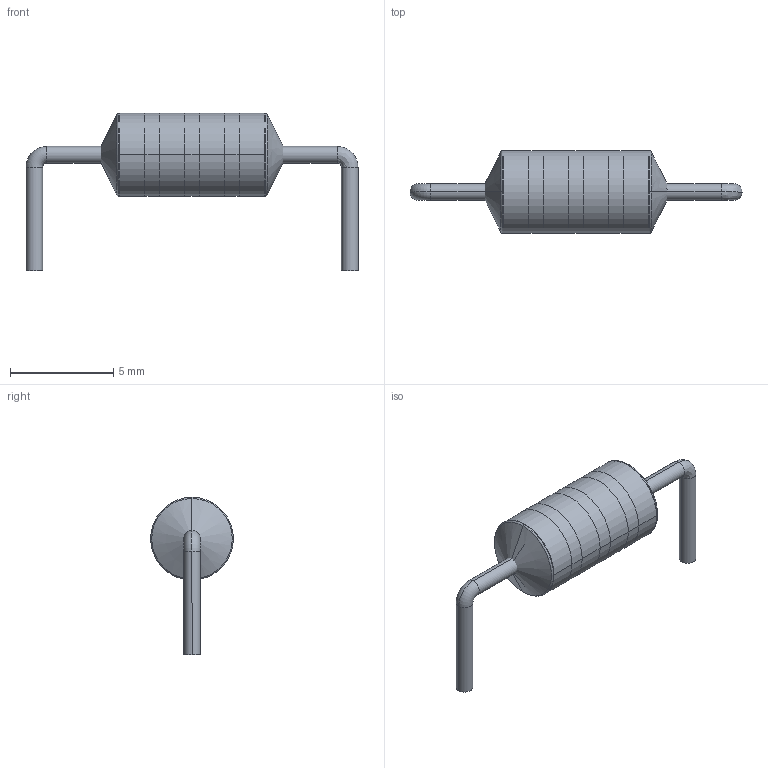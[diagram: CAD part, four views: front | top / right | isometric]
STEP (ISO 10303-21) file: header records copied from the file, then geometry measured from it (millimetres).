
FILE_DESCRIPTION((''),'2;1');
FILE_NAME('INDAD1524-920X400.stp','2009-08-26T17:40:46',(''),(''),'Mechanical Desktop 2006','Mechanical Desktop 2006',', , ');
FILE_SCHEMA(('AUTOMOTIVE_DESIGN { 1 2 10303 214 0 1 1 1 }'));
Length unit declared in the file: millimetre
Products named in the file (1): Product
Bounding box: 16.04 x 4 x 7.6 mm (x, y, z)
Volume: 108.3 mm3; surface area: 368.4 mm2
Topology: 11 solids, 11 shells, 58 faces, 109 edges, 73 vertices
Faces by surface type: cylinder 22, plane 18, bspline 10, torus 6, cone 2
Entity records: 1678 total; most frequent: CARTESIAN_POINT 430, DIRECTION 275, ORIENTED_EDGE 202, AXIS2_PLACEMENT_3D 121, EDGE_CURVE 101, CIRCLE 72, VERTEX_POINT 65, EDGE_LOOP 58
